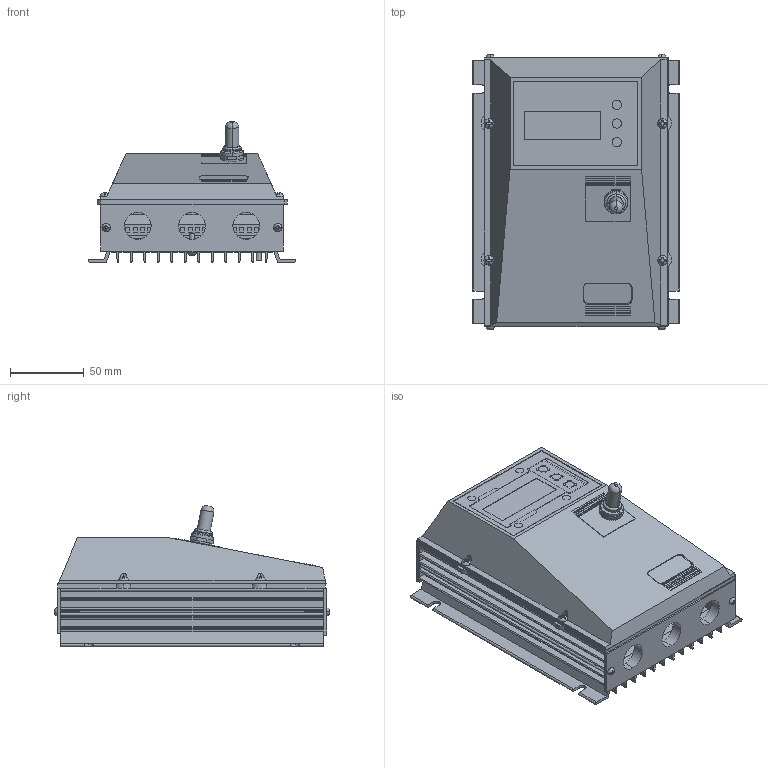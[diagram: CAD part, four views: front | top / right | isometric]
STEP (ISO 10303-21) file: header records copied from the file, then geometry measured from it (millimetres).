
FILE_DESCRIPTION (( 'STEP AP214' ), '1' );
FILE_NAME ('MD50E FINISHED ASSEMBLY Parrt Red1 R1 nc.STEP', '2021-03-18T13:30:05', ( '' ), ( '' ), 'SwSTEP 2.0', 'SolidWorks 2017', '' );
FILE_SCHEMA (( 'AUTOMOTIVE_DESIGN' ));
Length unit declared in the file: inch
Products named in the file (1): MD50E FINISHED ASSEMBLY Parrt Red1 R1 nc
Bounding box: 140.46 x 186.84 x 95.33 mm (x, y, z)
Volume: 314073.9 mm3; surface area: 300470.2 mm2
Topology: 30 solids, 30 shells, 2125 faces, 5599 edges, 3650 vertices
Faces by surface type: plane 1318, cylinder 753, torus 36, cone 18
Entity records: 67389 total; most frequent: CARTESIAN_POINT 12215, DIRECTION 11276, ORIENTED_EDGE 11186, EDGE_CURVE 5593, VECTOR 3790, LINE 3790, AXIS2_PLACEMENT_3D 3743, VERTEX_POINT 3650
